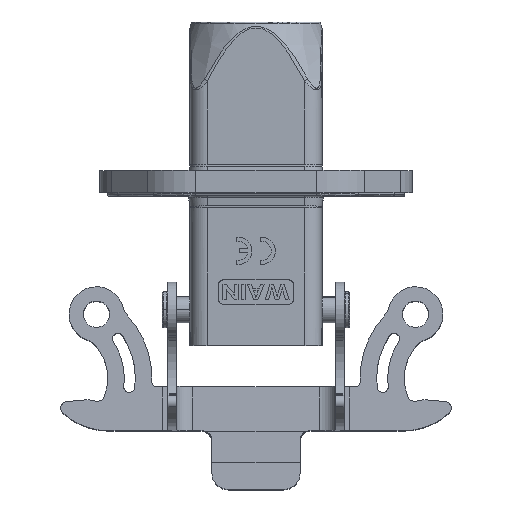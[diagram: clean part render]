
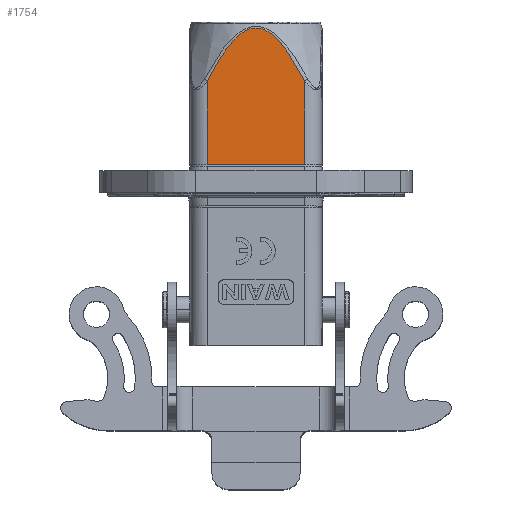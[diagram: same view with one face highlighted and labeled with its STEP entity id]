
A CAD part, top view. The second image highlights one B-rep face of the part: STEP entity #1754.
In plain terms, the highlighted planar face has unit normal (0, 0, 1).
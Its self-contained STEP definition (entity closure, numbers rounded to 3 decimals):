
#1036=B_SPLINE_CURVE_WITH_KNOTS('',3,(#13744,#13745,#13746,#13747,#13748,
#13749,#13750,#13751,#13752,#13753,#13754,#13755,#13756,#13757),
 .UNSPECIFIED.,.F.,.F.,(4,2,2,2,2,2,4),(0.,0.25,0.375,0.5,0.625,0.75,1.),
 .UNSPECIFIED.);
#1754=ADVANCED_FACE('',(#2483),#2277,.T.);
#2277=PLANE('',#9774);
#2483=FACE_OUTER_BOUND('',#2968,.T.);
#2968=EDGE_LOOP('',(#3699,#3700,#3701,#3702));
#3699=ORIENTED_EDGE('',*,*,#7243,.T.);
#3700=ORIENTED_EDGE('',*,*,#7244,.T.);
#3701=ORIENTED_EDGE('',*,*,#7245,.T.);
#3702=ORIENTED_EDGE('',*,*,#7246,.T.);
#6381=VERTEX_POINT('',#13738);
#6382=VERTEX_POINT('',#13739);
#6383=VERTEX_POINT('',#13741);
#6384=VERTEX_POINT('',#13743);
#7243=EDGE_CURVE('',#6381,#6382,#8510,.T.);
#7244=EDGE_CURVE('',#6382,#6383,#8511,.T.);
#7245=EDGE_CURVE('',#6383,#6384,#8512,.T.);
#7246=EDGE_CURVE('',#6384,#6381,#1036,.T.);
#8510=LINE('',#13737,#9160);
#8511=LINE('',#13740,#9161);
#8512=LINE('',#13742,#9162);
#9160=VECTOR('',#10843,1.);
#9161=VECTOR('',#10844,1.);
#9162=VECTOR('',#10845,1.);
#9774=AXIS2_PLACEMENT_3D('',#13758,#10846,#10847);
#10843=DIRECTION('',(0.,-1.,0.));
#10844=DIRECTION('',(1.,0.,0.));
#10845=DIRECTION('',(0.,1.,0.));
#10846=DIRECTION('',(0.,0.,1.));
#10847=DIRECTION('',(1.,0.,0.));
#13737=CARTESIAN_POINT('',(-8.822,62.601,12.));
#13738=CARTESIAN_POINT('',(-8.822,51.914,12.));
#13739=CARTESIAN_POINT('',(-8.822,36.707,12.));
#13740=CARTESIAN_POINT('',(-8.9,36.707,12.));
#13741=CARTESIAN_POINT('',(8.822,36.707,12.));
#13742=CARTESIAN_POINT('',(8.822,62.601,12.));
#13743=CARTESIAN_POINT('',(8.822,51.914,12.));
#13744=CARTESIAN_POINT('',(8.822,51.914,12.));
#13745=CARTESIAN_POINT('',(7.786,53.92,12.));
#13746=CARTESIAN_POINT('',(6.688,55.889,12.));
#13747=CARTESIAN_POINT('',(4.671,58.617,12.));
#13748=CARTESIAN_POINT('',(3.942,59.485,12.));
#13749=CARTESIAN_POINT('',(2.209,60.93,12.));
#13750=CARTESIAN_POINT('',(1.14,61.512,12.));
#13751=CARTESIAN_POINT('',(-1.132,61.515,12.));
#13752=CARTESIAN_POINT('',(-2.197,60.94,12.));
#13753=CARTESIAN_POINT('',(-3.95,59.479,12.));
#13754=CARTESIAN_POINT('',(-4.672,58.616,12.));
#13755=CARTESIAN_POINT('',(-6.677,55.905,12.));
#13756=CARTESIAN_POINT('',(-7.786,53.921,12.));
#13757=CARTESIAN_POINT('',(-8.822,51.914,12.));
#13758=CARTESIAN_POINT('',(-8.9,62.601,12.));
